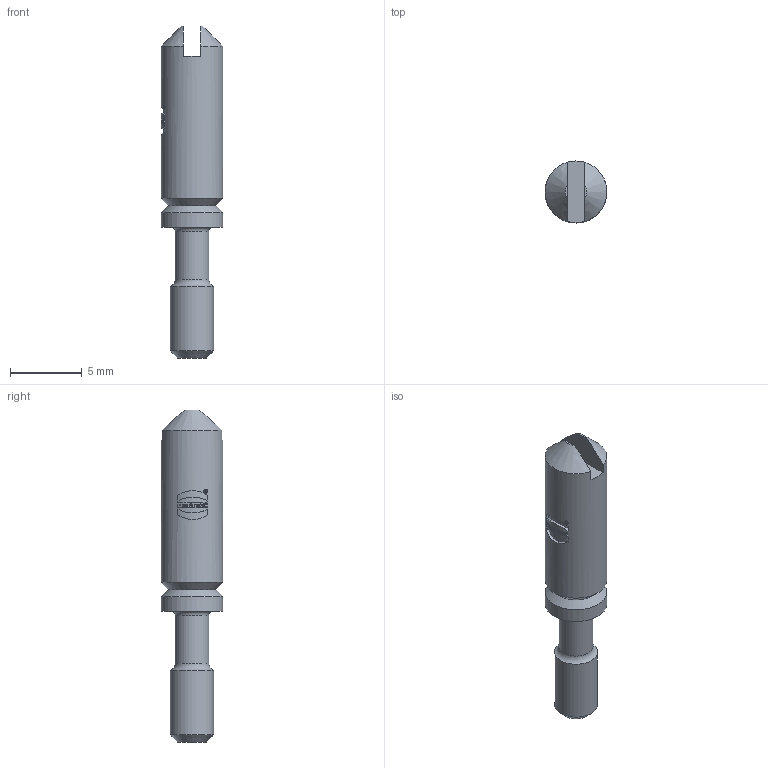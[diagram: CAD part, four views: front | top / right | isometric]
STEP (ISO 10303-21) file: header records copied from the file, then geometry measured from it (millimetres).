
FILE_DESCRIPTION(/* description */ (''),/* implementation_level */ '2;1');
FILE_NAME(/* name */ '100095239ugm000_c.stp',/* time_stamp */ '2019-08-23T10:05:45+02:00',/* author */ (''),/* organization */ (''),/* preprocessor_version */ 'ST-DEVELOPER v16.7',/* originating_system */ 'SIEMENS PLM Software NX 12.0',/* authorisation */ '');
FILE_SCHEMA (('AUTOMOTIVE_DESIGN { 1 0 10303 214 3 1 1 1 }'));
Length unit declared in the file: millimetre
Products named in the file (1): 100095239ugm000_c
Bounding box: 4.3 x 4.3 x 23.1 mm (x, y, z)
Volume: 412.8 mm3; surface area: 554.2 mm2
Topology: 2 solids, 2 shells, 135 faces, 429 edges, 399 vertices
Faces by surface type: plane 86, cylinder 33, cone 10, torus 4, extrusion 2
Full cylindrical faces by diameter (mm): 0.228 x1, 0.269 x1, 1.95 x1, 2.35 x1, 2.6 x1, 3 x1, 3.9 x2, 4.3 x2
Entity records: 6177 total; most frequent: CARTESIAN_POINT 1498, DIRECTION 760, ORIENTED_EDGE 612, EDGE_CURVE 306, AXIS2_PLACEMENT_3D 264, VECTOR 232, LINE 230, VERTEX_POINT 212
